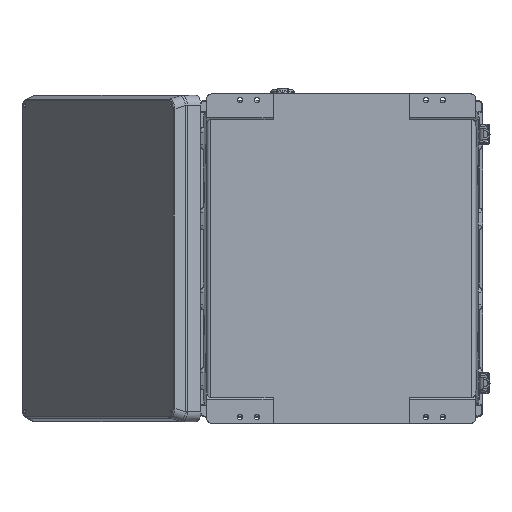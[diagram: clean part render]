
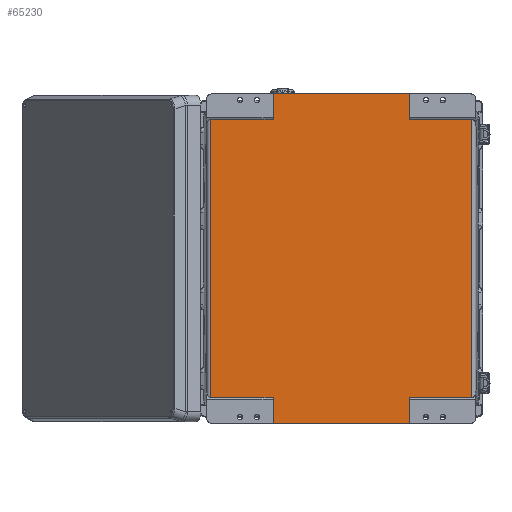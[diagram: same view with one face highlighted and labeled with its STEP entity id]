
A CAD part, front view. The second image highlights one B-rep face of the part: STEP entity #65230.
In plain terms, the highlighted planar face has unit normal (0, -1, 0).
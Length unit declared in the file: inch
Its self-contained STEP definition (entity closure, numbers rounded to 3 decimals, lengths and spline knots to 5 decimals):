
#1830 = CARTESIAN_POINT ( 'NONE',  ( -4.03163, 0.05906, 0. ) ) ;
#2516 = CARTESIAN_POINT ( 'NONE',  ( -4.03163, 0.05906, -17.96858 ) ) ;
#3436 = ORIENTED_EDGE ( 'NONE', *, *, #37856, .T. ) ;
#4016 = EDGE_CURVE ( 'NONE', #46015, #50587, #6210, .T. ) ;
#4429 = DIRECTION ( 'NONE',  ( -1., 0., 0. ) ) ;
#5383 = ORIENTED_EDGE ( 'NONE', *, *, #46802, .T. ) ;
#6210 = LINE ( 'NONE', #66863, #17087 ) ;
#6715 = CARTESIAN_POINT ( 'NONE',  ( -7.73754, 0.05906, -17.96858 ) ) ;
#9920 = EDGE_CURVE ( 'NONE', #45648, #32294, #67587, .T. ) ;
#10958 = CARTESIAN_POINT ( 'NONE',  ( -8.11811, 0.05906, -1.51961 ) ) ;
#11556 = CARTESIAN_POINT ( 'NONE',  ( 8.11811, 0.05906, -1.51961 ) ) ;
#13335 = VECTOR ( 'NONE', #25133, 39.37008 ) ;
#13781 = VECTOR ( 'NONE', #55904, 39.37008 ) ;
#13956 = LINE ( 'NONE', #38164, #70043 ) ;
#14962 = DIRECTION ( 'NONE',  ( 0., 0., 1. ) ) ;
#15962 = ORIENTED_EDGE ( 'NONE', *, *, #9920, .F. ) ;
#16123 = LINE ( 'NONE', #32805, #38016 ) ;
#16272 = CARTESIAN_POINT ( 'NONE',  ( 4.03163, 0.05906, 0. ) ) ;
#17087 = VECTOR ( 'NONE', #49830, 39.37008 ) ;
#17943 = CARTESIAN_POINT ( 'NONE',  ( -4.03163, 0.05906, -1.51961 ) ) ;
#18534 = VERTEX_POINT ( 'NONE', #46281 ) ;
#18560 = CARTESIAN_POINT ( 'NONE',  ( 7.73754, 0.05906, -1.51961 ) ) ;
#20209 = DIRECTION ( 'NONE',  ( 0., 0., 1. ) ) ;
#20666 = CARTESIAN_POINT ( 'NONE',  ( 7.73754, 0.05906, -17.96858 ) ) ;
#21882 = LINE ( 'NONE', #71440, #25998 ) ;
#22837 = DIRECTION ( 'NONE',  ( 1., 0., 0. ) ) ;
#24189 = DIRECTION ( 'NONE',  ( 0., 0., 1. ) ) ;
#25133 = DIRECTION ( 'NONE',  ( -1., 0., 0. ) ) ;
#25998 = VECTOR ( 'NONE', #42084, 39.37008 ) ;
#26130 = LINE ( 'NONE', #49175, #46666 ) ;
#26344 = DIRECTION ( 'NONE',  ( -1., 0., 0. ) ) ;
#29286 = ORIENTED_EDGE ( 'NONE', *, *, #47833, .T. ) ;
#31085 = EDGE_CURVE ( 'NONE', #68051, #54777, #35534, .T. ) ;
#32294 = VERTEX_POINT ( 'NONE', #74882 ) ;
#32805 = CARTESIAN_POINT ( 'NONE',  ( -7.73754, 0.05906, -1.51961 ) ) ;
#33988 = VERTEX_POINT ( 'NONE', #54170 ) ;
#34025 = VECTOR ( 'NONE', #24189, 39.37008 ) ;
#35280 = DIRECTION ( 'NONE',  ( 0., 0., 1. ) ) ;
#35534 = LINE ( 'NONE', #10958, #47256 ) ;
#35694 = CARTESIAN_POINT ( 'NONE',  ( -4.03163, 0.05906, -20.34606 ) ) ;
#35710 = ORIENTED_EDGE ( 'NONE', *, *, #38034, .F. ) ;
#36012 = LINE ( 'NONE', #47907, #50453 ) ;
#36457 = DIRECTION ( 'NONE',  ( 0., 0., -1. ) ) ;
#37856 = EDGE_CURVE ( 'NONE', #45648, #49604, #77749, .T. ) ;
#38016 = VECTOR ( 'NONE', #14962, 39.37008 ) ;
#38034 = EDGE_CURVE ( 'NONE', #54777, #57791, #74143, .T. ) ;
#38036 = EDGE_CURVE ( 'NONE', #18534, #46626, #26130, .T. ) ;
#38164 = CARTESIAN_POINT ( 'NONE',  ( 8.11811, 0.05906, 0. ) ) ;
#38244 = CARTESIAN_POINT ( 'NONE',  ( 8.11811, 0.05906, -17.96858 ) ) ;
#38465 = CARTESIAN_POINT ( 'NONE',  ( -4.03163, 0.05906, 0.85787 ) ) ;
#38925 = DIRECTION ( 'NONE',  ( -1., 0., 0. ) ) ;
#39459 = EDGE_CURVE ( 'NONE', #46015, #68051, #16123, .T. ) ;
#41624 = FACE_OUTER_BOUND ( 'NONE', #41983, .T. ) ;
#41692 = LINE ( 'NONE', #11556, #48813 ) ;
#41983 = EDGE_LOOP ( 'NONE', ( #57509, #41993, #5383, #46319, #76146, #15962, #3436, #29286, #47725, #75062, #35710, #77432 ) ) ;
#41993 = ORIENTED_EDGE ( 'NONE', *, *, #4016, .T. ) ;
#42084 = DIRECTION ( 'NONE',  ( 0., 0., -1. ) ) ;
#42399 = PLANE ( 'NONE',  #46787 ) ;
#45648 = VERTEX_POINT ( 'NONE', #20666 ) ;
#46015 = VERTEX_POINT ( 'NONE', #6715 ) ;
#46281 = CARTESIAN_POINT ( 'NONE',  ( 4.03163, 0.05906, -1.51961 ) ) ;
#46319 = ORIENTED_EDGE ( 'NONE', *, *, #51086, .F. ) ;
#46626 = VERTEX_POINT ( 'NONE', #16272 ) ;
#46666 = VECTOR ( 'NONE', #20209, 39.37008 ) ;
#46787 = AXIS2_PLACEMENT_3D ( 'NONE', #76938, #47948, #35280 ) ;
#46802 = EDGE_CURVE ( 'NONE', #50587, #60158, #54299, .T. ) ;
#47256 = VECTOR ( 'NONE', #22837, 39.37008 ) ;
#47725 = ORIENTED_EDGE ( 'NONE', *, *, #38036, .T. ) ;
#47765 = EDGE_CURVE ( 'NONE', #32294, #33988, #21882, .T. ) ;
#47833 = EDGE_CURVE ( 'NONE', #49604, #18534, #41692, .T. ) ;
#47907 = CARTESIAN_POINT ( 'NONE',  ( 8.11811, 0.05906, -19.48819 ) ) ;
#47948 = DIRECTION ( 'NONE',  ( 0., 1., 0. ) ) ;
#48813 = VECTOR ( 'NONE', #4429, 39.37008 ) ;
#49175 = CARTESIAN_POINT ( 'NONE',  ( 4.03163, 0.05906, 0.85787 ) ) ;
#49604 = VERTEX_POINT ( 'NONE', #18560 ) ;
#49830 = DIRECTION ( 'NONE',  ( 1., 0., 0. ) ) ;
#50240 = CARTESIAN_POINT ( 'NONE',  ( -7.73754, 0.05906, -1.51961 ) ) ;
#50453 = VECTOR ( 'NONE', #26344, 39.37008 ) ;
#50587 = VERTEX_POINT ( 'NONE', #2516 ) ;
#51086 = EDGE_CURVE ( 'NONE', #33988, #60158, #36012, .T. ) ;
#54170 = CARTESIAN_POINT ( 'NONE',  ( 4.03163, 0.05906, -19.48819 ) ) ;
#54299 = LINE ( 'NONE', #35694, #60973 ) ;
#54777 = VERTEX_POINT ( 'NONE', #17943 ) ;
#55904 = DIRECTION ( 'NONE',  ( 0., 0., 1. ) ) ;
#57509 = ORIENTED_EDGE ( 'NONE', *, *, #39459, .F. ) ;
#57791 = VERTEX_POINT ( 'NONE', #1830 ) ;
#58243 = EDGE_CURVE ( 'NONE', #46626, #57791, #13956, .T. ) ;
#60158 = VERTEX_POINT ( 'NONE', #76785 ) ;
#60973 = VECTOR ( 'NONE', #36457, 39.37008 ) ;
#65230 = ADVANCED_FACE ( 'NONE', ( #41624 ), #42399, .F. ) ;
#66608 = CARTESIAN_POINT ( 'NONE',  ( 7.73754, 0.05906, -1.51961 ) ) ;
#66863 = CARTESIAN_POINT ( 'NONE',  ( -8.11811, 0.05906, -17.96858 ) ) ;
#67587 = LINE ( 'NONE', #38244, #13335 ) ;
#68051 = VERTEX_POINT ( 'NONE', #50240 ) ;
#70043 = VECTOR ( 'NONE', #38925, 39.37008 ) ;
#71440 = CARTESIAN_POINT ( 'NONE',  ( 4.03163, 0.05906, -20.34606 ) ) ;
#74143 = LINE ( 'NONE', #38465, #13781 ) ;
#74882 = CARTESIAN_POINT ( 'NONE',  ( 4.03163, 0.05906, -17.96858 ) ) ;
#75062 = ORIENTED_EDGE ( 'NONE', *, *, #58243, .T. ) ;
#76146 = ORIENTED_EDGE ( 'NONE', *, *, #47765, .F. ) ;
#76785 = CARTESIAN_POINT ( 'NONE',  ( -4.03163, 0.05906, -19.48819 ) ) ;
#76938 = CARTESIAN_POINT ( 'NONE',  ( 8.11811, 0.05906, -1.51961 ) ) ;
#77432 = ORIENTED_EDGE ( 'NONE', *, *, #31085, .F. ) ;
#77749 = LINE ( 'NONE', #66608, #34025 ) ;
